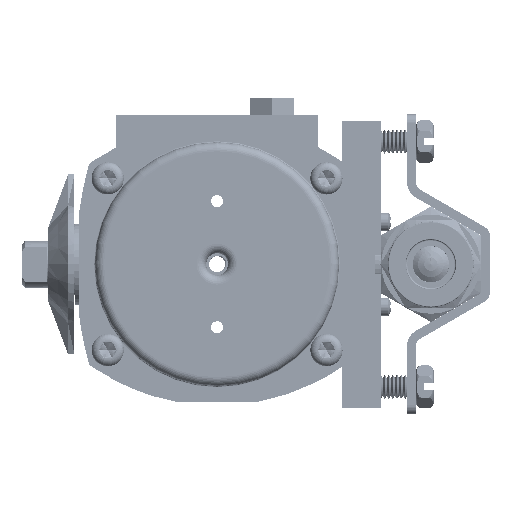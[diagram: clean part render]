
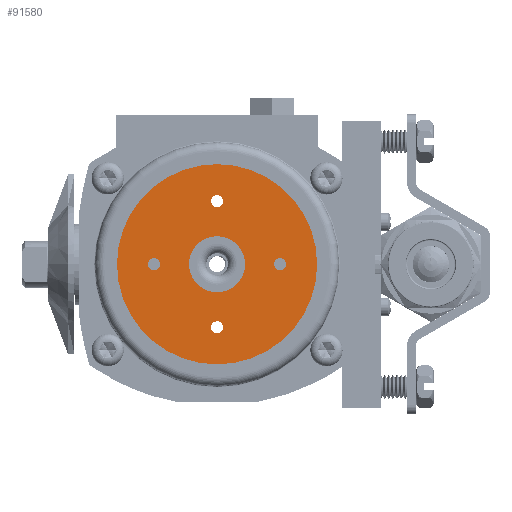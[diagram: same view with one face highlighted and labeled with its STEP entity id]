
A CAD part, left-side view. The second image highlights one B-rep face of the part: STEP entity #91580.
In plain terms, the highlighted planar face has unit normal (-1, 0, 0).
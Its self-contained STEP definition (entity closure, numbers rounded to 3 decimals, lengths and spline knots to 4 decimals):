
#1914 = DIRECTION ( 'NONE',  ( -1., 0., 0. ) ) ;
#3440 = EDGE_CURVE ( 'NONE', #189222, #45806, #212866, .T. ) ;
#4053 = VERTEX_POINT ( 'NONE', #6753 ) ;
#6753 = CARTESIAN_POINT ( 'NONE',  ( -3.9665, 1.506, 0.06 ) ) ;
#7221 = DIRECTION ( 'NONE',  ( 0., 0., -1. ) ) ;
#7258 = DIRECTION ( 'NONE',  ( -1., 0., 0. ) ) ;
#7476 = CARTESIAN_POINT ( 'NONE',  ( -3.9665, 1.506, 0. ) ) ;
#8904 = CARTESIAN_POINT ( 'NONE',  ( -3.9665, 1.468, 0. ) ) ;
#10513 = CARTESIAN_POINT ( 'NONE',  ( -3.9665, 2.766, -0.06 ) ) ;
#12309 = DIRECTION ( 'NONE',  ( 0., 1., 0. ) ) ;
#17766 = CARTESIAN_POINT ( 'NONE',  ( -3.9665, 2.136, -0.63 ) ) ;
#17864 = DIRECTION ( 'NONE',  ( 1., 0., 0. ) ) ;
#18848 = CARTESIAN_POINT ( 'NONE',  ( -3.9665, 2.136, -0.22 ) ) ;
#19242 = EDGE_LOOP ( 'NONE', ( #41569, #127024 ) ) ;
#20683 = FACE_BOUND ( 'NONE', #185874, .T. ) ;
#22023 = CARTESIAN_POINT ( 'NONE',  ( -3.9665, 2.136, 0. ) ) ;
#25739 = CIRCLE ( 'NONE', #158691, 0.06 ) ;
#26102 = VERTEX_POINT ( 'NONE', #142939 ) ;
#30698 = EDGE_CURVE ( 'NONE', #198398, #4053, #47498, .T. ) ;
#30754 = CARTESIAN_POINT ( 'NONE',  ( -3.9665, 2.136, -0.57 ) ) ;
#33106 = AXIS2_PLACEMENT_3D ( 'NONE', #116861, #17864, #133474 ) ;
#34188 = AXIS2_PLACEMENT_3D ( 'NONE', #53736, #53515, #53057 ) ;
#34309 = DIRECTION ( 'NONE',  ( 0., 1., 0. ) ) ;
#34828 = EDGE_CURVE ( 'NONE', #190971, #26102, #160465, .T. ) ;
#35460 = AXIS2_PLACEMENT_3D ( 'NONE', #7476, #7258, #7221 ) ;
#38580 = DIRECTION ( 'NONE',  ( 0., 0., -1. ) ) ;
#38712 = CARTESIAN_POINT ( 'NONE',  ( -3.9665, 2.136, 0.22 ) ) ;
#39357 = AXIS2_PLACEMENT_3D ( 'NONE', #51515, #167030, #68219 ) ;
#39464 = VERTEX_POINT ( 'NONE', #42814 ) ;
#40996 = CIRCLE ( 'NONE', #147976, 1.1125 ) ;
#41569 = ORIENTED_EDGE ( 'NONE', *, *, #134653, .F. ) ;
#42814 = CARTESIAN_POINT ( 'NONE',  ( -3.9665, 2.136, -1.1125 ) ) ;
#44593 = VERTEX_POINT ( 'NONE', #190755 ) ;
#45394 = ORIENTED_EDGE ( 'NONE', *, *, #51632, .T. ) ;
#45806 = VERTEX_POINT ( 'NONE', #163560 ) ;
#47498 = CIRCLE ( 'NONE', #35460, 0.06 ) ;
#49251 = AXIS2_PLACEMENT_3D ( 'NONE', #171705, #72973, #188095 ) ;
#50568 = ORIENTED_EDGE ( 'NONE', *, *, #75212, .T. ) ;
#51515 = CARTESIAN_POINT ( 'NONE',  ( -3.9665, 1.506, 0. ) ) ;
#51632 = EDGE_CURVE ( 'NONE', #59533, #68336, #128188, .T. ) ;
#53057 = DIRECTION ( 'NONE',  ( 0., 1., 0. ) ) ;
#53515 = DIRECTION ( 'NONE',  ( -1., 0., 0. ) ) ;
#53736 = CARTESIAN_POINT ( 'NONE',  ( -3.9665, 2.136, -0.63 ) ) ;
#54131 = VERTEX_POINT ( 'NONE', #38712 ) ;
#59533 = VERTEX_POINT ( 'NONE', #10513 ) ;
#64652 = FACE_BOUND ( 'NONE', #19242, .T. ) ;
#64876 = CARTESIAN_POINT ( 'NONE',  ( -3.9665, 1.506, -0.06 ) ) ;
#68219 = DIRECTION ( 'NONE',  ( 0., 0., -1. ) ) ;
#68336 = VERTEX_POINT ( 'NONE', #78866 ) ;
#72973 = DIRECTION ( 'NONE',  ( -1., 0., 0. ) ) ;
#75212 = EDGE_CURVE ( 'NONE', #68336, #59533, #157691, .T. ) ;
#76006 = CIRCLE ( 'NONE', #175249, 0.06 ) ;
#78093 = VERTEX_POINT ( 'NONE', #18848 ) ;
#78866 = CARTESIAN_POINT ( 'NONE',  ( -3.9665, 2.766, 0.06 ) ) ;
#80478 = ORIENTED_EDGE ( 'NONE', *, *, #211076, .T. ) ;
#80681 = ORIENTED_EDGE ( 'NONE', *, *, #3440, .F. ) ;
#87353 = EDGE_LOOP ( 'NONE', ( #201167, #80478 ) ) ;
#91580 = ADVANCED_FACE ( 'NONE', ( #195884, #152479, #108582, #64652, #20683, #190850 ), #172532, .T. ) ;
#91781 = DIRECTION ( 'NONE',  ( -1., 0., 0. ) ) ;
#94126 = CIRCLE ( 'NONE', #39357, 0.06 ) ;
#95352 = CARTESIAN_POINT ( 'NONE',  ( -3.9665, 2.136, 0. ) ) ;
#95613 = CARTESIAN_POINT ( 'NONE',  ( -3.9665, 2.136, 0.69 ) ) ;
#96172 = ORIENTED_EDGE ( 'NONE', *, *, #34828, .T. ) ;
#99800 = ORIENTED_EDGE ( 'NONE', *, *, #30698, .F. ) ;
#100779 = CARTESIAN_POINT ( 'NONE',  ( -3.9665, 2.136, 0. ) ) ;
#101409 = EDGE_CURVE ( 'NONE', #45806, #189222, #25739, .T. ) ;
#102628 = AXIS2_PLACEMENT_3D ( 'NONE', #95352, #209862, #111931 ) ;
#108582 = FACE_OUTER_BOUND ( 'NONE', #87353, .T. ) ;
#110140 = EDGE_LOOP ( 'NONE', ( #99800, #116486 ) ) ;
#111150 = EDGE_CURVE ( 'NONE', #4053, #198398, #94126, .T. ) ;
#111163 = DIRECTION ( 'NONE',  ( 1., 0., 0. ) ) ;
#111931 = DIRECTION ( 'NONE',  ( 0., 0., -1. ) ) ;
#114376 = AXIS2_PLACEMENT_3D ( 'NONE', #100779, #1914, #117377 ) ;
#116486 = ORIENTED_EDGE ( 'NONE', *, *, #111150, .F. ) ;
#116861 = CARTESIAN_POINT ( 'NONE',  ( -3.9665, 2.766, 0. ) ) ;
#117377 = DIRECTION ( 'NONE',  ( 0., 0., -1. ) ) ;
#127000 = CIRCLE ( 'NONE', #102628, 0.22 ) ;
#127024 = ORIENTED_EDGE ( 'NONE', *, *, #159487, .F. ) ;
#128188 = CIRCLE ( 'NONE', #154774, 0.06 ) ;
#129736 = ORIENTED_EDGE ( 'NONE', *, *, #212581, .T. ) ;
#131128 = DIRECTION ( 'NONE',  ( 0., 0., -1. ) ) ;
#132150 = DIRECTION ( 'NONE',  ( 1., 0., 0. ) ) ;
#132266 = ORIENTED_EDGE ( 'NONE', *, *, #101409, .F. ) ;
#132309 = CARTESIAN_POINT ( 'NONE',  ( -3.9665, 2.766, 0. ) ) ;
#133392 = DIRECTION ( 'NONE',  ( -1., 0., 0. ) ) ;
#133474 = DIRECTION ( 'NONE',  ( 0., 0., -1. ) ) ;
#134653 = EDGE_CURVE ( 'NONE', #78093, #54131, #127000, .T. ) ;
#137152 = AXIS2_PLACEMENT_3D ( 'NONE', #197990, #197769, #197735 ) ;
#137676 = DIRECTION ( 'NONE',  ( -1., 0., 0. ) ) ;
#142939 = CARTESIAN_POINT ( 'NONE',  ( -3.9665, 2.136, 0.57 ) ) ;
#147976 = AXIS2_PLACEMENT_3D ( 'NONE', #22023, #137676, #38580 ) ;
#152479 = FACE_BOUND ( 'NONE', #110140, .T. ) ;
#154774 = AXIS2_PLACEMENT_3D ( 'NONE', #132309, #132150, #131128 ) ;
#156370 = EDGE_LOOP ( 'NONE', ( #129736, #96172 ) ) ;
#157691 = CIRCLE ( 'NONE', #33106, 0.06 ) ;
#158691 = AXIS2_PLACEMENT_3D ( 'NONE', #17766, #133392, #34309 ) ;
#159487 = EDGE_CURVE ( 'NONE', #54131, #78093, #186406, .T. ) ;
#160465 = CIRCLE ( 'NONE', #137152, 0.06 ) ;
#163560 = CARTESIAN_POINT ( 'NONE',  ( -3.9665, 2.136, -0.69 ) ) ;
#163619 = EDGE_CURVE ( 'NONE', #39464, #44593, #40996, .T. ) ;
#167030 = DIRECTION ( 'NONE',  ( -1., 0., 0. ) ) ;
#171705 = CARTESIAN_POINT ( 'NONE',  ( -3.9665, 2.136, 0. ) ) ;
#171707 = CIRCLE ( 'NONE', #114376, 1.1125 ) ;
#172532 = PLANE ( 'NONE',  #194264 ) ;
#175249 = AXIS2_PLACEMENT_3D ( 'NONE', #209154, #111163, #12309 ) ;
#185874 = EDGE_LOOP ( 'NONE', ( #132266, #80681 ) ) ;
#186406 = CIRCLE ( 'NONE', #49251, 0.22 ) ;
#188095 = DIRECTION ( 'NONE',  ( 0., 0., -1. ) ) ;
#189222 = VERTEX_POINT ( 'NONE', #30754 ) ;
#190755 = CARTESIAN_POINT ( 'NONE',  ( -3.9665, 2.136, 1.1125 ) ) ;
#190850 = FACE_BOUND ( 'NONE', #156370, .T. ) ;
#190971 = VERTEX_POINT ( 'NONE', #95613 ) ;
#194264 = AXIS2_PLACEMENT_3D ( 'NONE', #8904, #91781, #206457 ) ;
#195884 = FACE_BOUND ( 'NONE', #213113, .T. ) ;
#197735 = DIRECTION ( 'NONE',  ( 0., 1., 0. ) ) ;
#197769 = DIRECTION ( 'NONE',  ( 1., 0., 0. ) ) ;
#197990 = CARTESIAN_POINT ( 'NONE',  ( -3.9665, 2.136, 0.63 ) ) ;
#198398 = VERTEX_POINT ( 'NONE', #64876 ) ;
#201167 = ORIENTED_EDGE ( 'NONE', *, *, #163619, .T. ) ;
#206457 = DIRECTION ( 'NONE',  ( 0., 0., -1. ) ) ;
#209154 = CARTESIAN_POINT ( 'NONE',  ( -3.9665, 2.136, 0.63 ) ) ;
#209862 = DIRECTION ( 'NONE',  ( -1., 0., 0. ) ) ;
#211076 = EDGE_CURVE ( 'NONE', #44593, #39464, #171707, .T. ) ;
#212581 = EDGE_CURVE ( 'NONE', #26102, #190971, #76006, .T. ) ;
#212866 = CIRCLE ( 'NONE', #34188, 0.06 ) ;
#213113 = EDGE_LOOP ( 'NONE', ( #45394, #50568 ) ) ;
